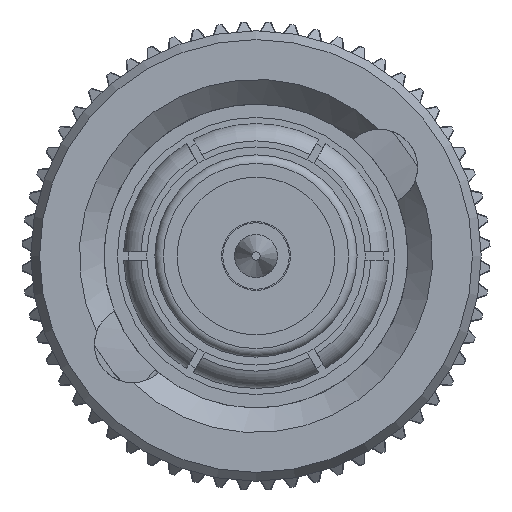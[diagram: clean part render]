
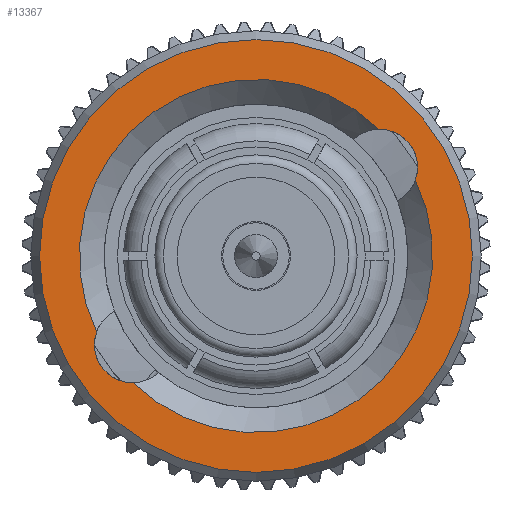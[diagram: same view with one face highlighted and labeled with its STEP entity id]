
A CAD part, left-side view. The second image highlights one B-rep face of the part: STEP entity #13367.
In plain terms, the highlighted planar face has unit normal (-1, 0, 0).
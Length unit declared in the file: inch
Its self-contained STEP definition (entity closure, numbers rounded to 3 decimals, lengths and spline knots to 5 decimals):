
#234 = CARTESIAN_POINT ( 'NONE',  ( 0.047, 0.15021, -0.10789 ) ) ;
#1025 = CARTESIAN_POINT ( 'NONE',  ( 0.047, 0., -0.26339 ) ) ;
#1186 = AXIS2_PLACEMENT_3D ( 'NONE', #6765, #6648, #16169 ) ;
#1823 = CARTESIAN_POINT ( 'NONE',  ( 0.047, 0.19403, -0.09247 ) ) ;
#2233 = CIRCLE ( 'NONE', #16076, 0.21494 ) ;
#2301 = EDGE_CURVE ( 'NONE', #11888, #11888, #12967, .T. ) ;
#2930 = ORIENTED_EDGE ( 'NONE', *, *, #7691, .T. ) ;
#3523 = CARTESIAN_POINT ( 'NONE',  ( 0.047, -0.15021, 0.10789 ) ) ;
#4231 = EDGE_CURVE ( 'NONE', #21087, #7283, #14283, .T. ) ;
#4405 = CARTESIAN_POINT ( 'NONE',  ( 0.047, 0.14961, -0.15433 ) ) ;
#4976 = CARTESIAN_POINT ( 'NONE',  ( 0.047, 0., 0. ) ) ;
#5595 = DIRECTION ( 'NONE',  ( 1., 0., 0. ) ) ;
#5951 = DIRECTION ( 'NONE',  ( 0., 0., -1. ) ) ;
#6648 = DIRECTION ( 'NONE',  ( 1., 0., 0. ) ) ;
#6765 = CARTESIAN_POINT ( 'NONE',  ( 0.047, 0., 0. ) ) ;
#7283 = VERTEX_POINT ( 'NONE', #4405 ) ;
#7338 = CIRCLE ( 'NONE', #13651, 0.04645 ) ;
#7393 = AXIS2_PLACEMENT_3D ( 'NONE', #234, #5595, #5951 ) ;
#7483 = DIRECTION ( 'NONE',  ( 0., 0., -1. ) ) ;
#7691 = EDGE_CURVE ( 'NONE', #16040, #21087, #7338, .T. ) ;
#8324 = ORIENTED_EDGE ( 'NONE', *, *, #2301, .F. ) ;
#9051 = DIRECTION ( 'NONE',  ( 1., 0., 0. ) ) ;
#10184 = PLANE ( 'NONE',  #10933 ) ;
#10611 = DIRECTION ( 'NONE',  ( 1., 0., 0. ) ) ;
#10904 = ORIENTED_EDGE ( 'NONE', *, *, #4231, .T. ) ;
#10933 = AXIS2_PLACEMENT_3D ( 'NONE', #1025, #19964, #23299 ) ;
#11061 = DIRECTION ( 'NONE',  ( 1., 0., 0. ) ) ;
#11427 = EDGE_CURVE ( 'NONE', #22598, #16040, #2233, .T. ) ;
#11888 = VERTEX_POINT ( 'NONE', #17933 ) ;
#11922 = AXIS2_PLACEMENT_3D ( 'NONE', #4976, #9051, #18565 ) ;
#12967 = CIRCLE ( 'NONE', #1186, 0.26339 ) ;
#13093 = CARTESIAN_POINT ( 'NONE',  ( 0.047, -0.19403, 0.09247 ) ) ;
#13367 = ADVANCED_FACE ( 'NONE', ( #18111, #23539 ), #10184, .F. ) ;
#13651 = AXIS2_PLACEMENT_3D ( 'NONE', #3523, #11061, #7483 ) ;
#14283 = CIRCLE ( 'NONE', #11922, 0.21494 ) ;
#14327 = CARTESIAN_POINT ( 'NONE',  ( 0.047, 0., 0. ) ) ;
#14626 = EDGE_LOOP ( 'NONE', ( #8324 ) ) ;
#14661 = CARTESIAN_POINT ( 'NONE',  ( 0.047, -0.14961, 0.15433 ) ) ;
#16040 = VERTEX_POINT ( 'NONE', #14661 ) ;
#16076 = AXIS2_PLACEMENT_3D ( 'NONE', #14327, #10611, #18160 ) ;
#16169 = DIRECTION ( 'NONE',  ( 0., 0., -1. ) ) ;
#17933 = CARTESIAN_POINT ( 'NONE',  ( 0.047, 0., -0.26339 ) ) ;
#18111 = FACE_BOUND ( 'NONE', #21000, .T. ) ;
#18160 = DIRECTION ( 'NONE',  ( 0., 0., 1. ) ) ;
#18565 = DIRECTION ( 'NONE',  ( 0., 0., 1. ) ) ;
#19964 = DIRECTION ( 'NONE',  ( 1., 0., 0. ) ) ;
#20011 = ORIENTED_EDGE ( 'NONE', *, *, #11427, .T. ) ;
#21000 = EDGE_LOOP ( 'NONE', ( #20011, #2930, #10904, #23827 ) ) ;
#21087 = VERTEX_POINT ( 'NONE', #13093 ) ;
#22398 = CIRCLE ( 'NONE', #7393, 0.04645 ) ;
#22598 = VERTEX_POINT ( 'NONE', #1823 ) ;
#23299 = DIRECTION ( 'NONE',  ( 0., 0., -1. ) ) ;
#23539 = FACE_OUTER_BOUND ( 'NONE', #14626, .T. ) ;
#23827 = ORIENTED_EDGE ( 'NONE', *, *, #24340, .T. ) ;
#24340 = EDGE_CURVE ( 'NONE', #7283, #22598, #22398, .T. ) ;
